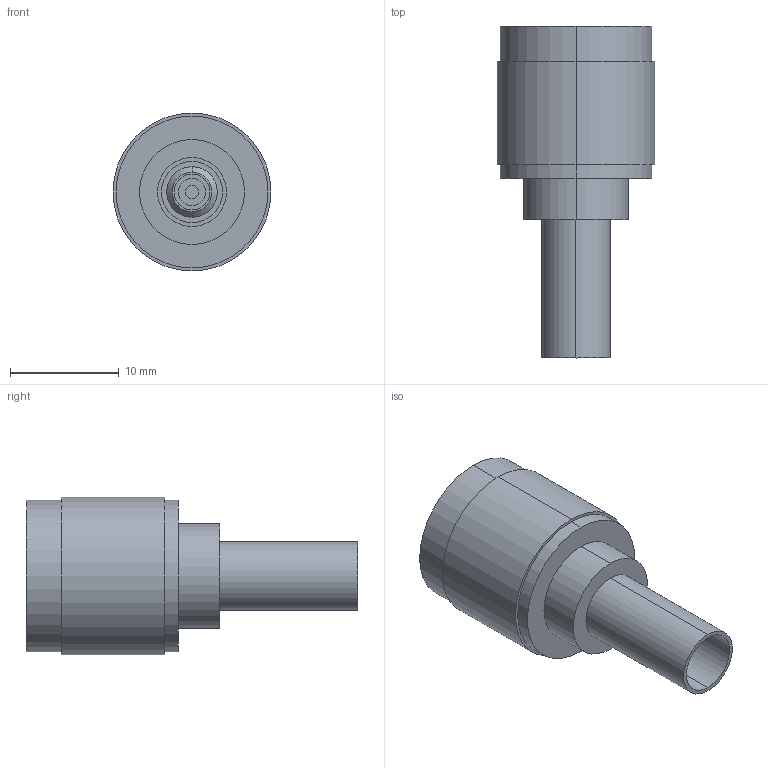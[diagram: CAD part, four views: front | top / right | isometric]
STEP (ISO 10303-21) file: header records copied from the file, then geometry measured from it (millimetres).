
FILE_DESCRIPTION (( 'STEP AP203' ), '1' );
FILE_NAME ('HPC783.STEP', '2006-06-23T19:38:59', ( 'lcom' ), ( 'lcom' ), 'SwSTEP 2.0', 'SolidWorks 2006004', '' );
FILE_SCHEMA (( 'CONFIG_CONTROL_DESIGN' ));
Length unit declared in the file: inch
Products named in the file (4): HPC783; HPC782-MA3; HPC783-MA1; HPC782-MA2
Assembly tree (3 placements, depth 2):
  HPC783
    HPC782-MA2
    HPC783-MA1
    HPC782-MA3
Bounding box: 14.53 x 30.53 x 14.53 mm (x, y, z)
Volume: 1909.9 mm3; surface area: 3029.9 mm2
Topology: 3 solids, 3 shells, 89 faces, 202 edges, 132 vertices
Faces by surface type: plane 43, cylinder 40, cone 6
Entity records: 2970 total; most frequent: DIRECTION 500, CARTESIAN_POINT 429, ORIENTED_EDGE 404, AXIS2_PLACEMENT_3D 203, EDGE_CURVE 202, VERTEX_POINT 132, CIRCLE 108, EDGE_LOOP 106
